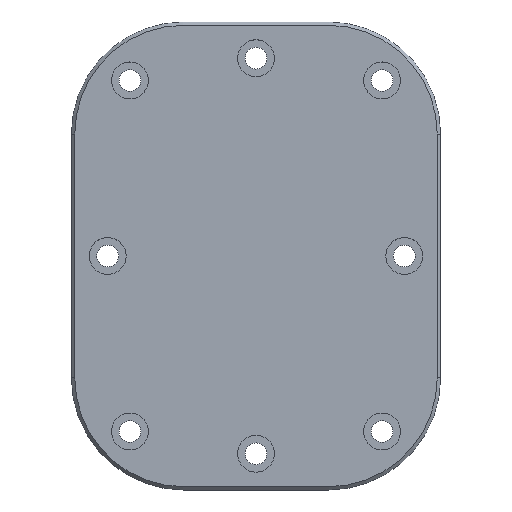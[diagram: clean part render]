
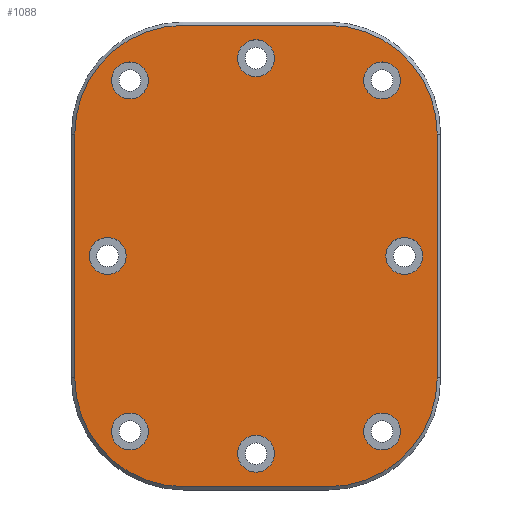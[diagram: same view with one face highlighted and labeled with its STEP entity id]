
A CAD part, top view. The second image highlights one B-rep face of the part: STEP entity #1088.
In plain terms, the highlighted planar face has unit normal (0, 0, 1).
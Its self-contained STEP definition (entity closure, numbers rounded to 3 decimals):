
#40=FACE_BOUND('',#242,.T.);
#41=FACE_BOUND('',#243,.T.);
#42=FACE_BOUND('',#244,.T.);
#43=FACE_BOUND('',#245,.T.);
#44=FACE_BOUND('',#246,.T.);
#45=FACE_BOUND('',#247,.T.);
#46=FACE_BOUND('',#248,.T.);
#47=FACE_BOUND('',#249,.T.);
#90=PLANE('',#1230);
#157=FACE_OUTER_BOUND('',#241,.T.);
#241=EDGE_LOOP('',(#982,#983,#984,#985,#986,#987,#988,#989));
#242=EDGE_LOOP('',(#990));
#243=EDGE_LOOP('',(#991));
#244=EDGE_LOOP('',(#992));
#245=EDGE_LOOP('',(#993));
#246=EDGE_LOOP('',(#994));
#247=EDGE_LOOP('',(#995));
#248=EDGE_LOOP('',(#996));
#249=EDGE_LOOP('',(#997));
#317=LINE('',#1823,#401);
#320=LINE('',#1831,#404);
#323=LINE('',#1839,#407);
#326=LINE('',#1847,#410);
#401=VECTOR('',#1504,10.);
#404=VECTOR('',#1513,10.);
#407=VECTOR('',#1522,10.);
#410=VECTOR('',#1531,10.);
#418=CIRCLE('',#1105,2.8);
#467=CIRCLE('',#1205,16.5);
#468=CIRCLE('',#1208,16.5);
#469=CIRCLE('',#1211,16.5);
#470=CIRCLE('',#1214,16.5);
#471=CIRCLE('',#1216,2.8);
#472=CIRCLE('',#1218,2.8);
#473=CIRCLE('',#1220,2.8);
#474=CIRCLE('',#1222,2.8);
#475=CIRCLE('',#1224,2.8);
#476=CIRCLE('',#1226,2.8);
#477=CIRCLE('',#1228,2.8);
#478=VERTEX_POINT('',#1582);
#551=VERTEX_POINT('',#1819);
#552=VERTEX_POINT('',#1821);
#553=VERTEX_POINT('',#1825);
#554=VERTEX_POINT('',#1829);
#555=VERTEX_POINT('',#1833);
#556=VERTEX_POINT('',#1837);
#557=VERTEX_POINT('',#1841);
#558=VERTEX_POINT('',#1845);
#559=VERTEX_POINT('',#1851);
#560=VERTEX_POINT('',#1855);
#561=VERTEX_POINT('',#1859);
#562=VERTEX_POINT('',#1863);
#563=VERTEX_POINT('',#1867);
#564=VERTEX_POINT('',#1871);
#565=VERTEX_POINT('',#1875);
#566=EDGE_CURVE('',#478,#478,#418,.T.);
#682=EDGE_CURVE('',#552,#551,#317,.T.);
#683=EDGE_CURVE('',#551,#553,#467,.T.);
#686=EDGE_CURVE('',#553,#554,#320,.T.);
#687=EDGE_CURVE('',#554,#555,#468,.T.);
#690=EDGE_CURVE('',#555,#556,#323,.T.);
#691=EDGE_CURVE('',#556,#557,#469,.T.);
#694=EDGE_CURVE('',#557,#558,#326,.T.);
#695=EDGE_CURVE('',#558,#552,#470,.T.);
#696=EDGE_CURVE('',#559,#559,#471,.T.);
#698=EDGE_CURVE('',#560,#560,#472,.T.);
#700=EDGE_CURVE('',#561,#561,#473,.T.);
#702=EDGE_CURVE('',#562,#562,#474,.T.);
#704=EDGE_CURVE('',#563,#563,#475,.T.);
#706=EDGE_CURVE('',#564,#564,#476,.T.);
#708=EDGE_CURVE('',#565,#565,#477,.T.);
#982=ORIENTED_EDGE('',*,*,#695,.F.);
#983=ORIENTED_EDGE('',*,*,#694,.F.);
#984=ORIENTED_EDGE('',*,*,#691,.F.);
#985=ORIENTED_EDGE('',*,*,#690,.F.);
#986=ORIENTED_EDGE('',*,*,#687,.F.);
#987=ORIENTED_EDGE('',*,*,#686,.F.);
#988=ORIENTED_EDGE('',*,*,#683,.F.);
#989=ORIENTED_EDGE('',*,*,#682,.F.);
#990=ORIENTED_EDGE('',*,*,#566,.T.);
#991=ORIENTED_EDGE('',*,*,#708,.T.);
#992=ORIENTED_EDGE('',*,*,#706,.T.);
#993=ORIENTED_EDGE('',*,*,#704,.T.);
#994=ORIENTED_EDGE('',*,*,#702,.T.);
#995=ORIENTED_EDGE('',*,*,#700,.T.);
#996=ORIENTED_EDGE('',*,*,#698,.T.);
#997=ORIENTED_EDGE('',*,*,#696,.T.);
#1088=ADVANCED_FACE('',(#157,#40,#41,#42,#43,#44,#45,#46,#47),#90,.T.);
#1105=AXIS2_PLACEMENT_3D('',#1583,#1239,#1240);
#1205=AXIS2_PLACEMENT_3D('',#1826,#1507,#1508);
#1208=AXIS2_PLACEMENT_3D('',#1834,#1516,#1517);
#1211=AXIS2_PLACEMENT_3D('',#1842,#1525,#1526);
#1214=AXIS2_PLACEMENT_3D('',#1849,#1534,#1535);
#1216=AXIS2_PLACEMENT_3D('',#1852,#1538,#1539);
#1218=AXIS2_PLACEMENT_3D('',#1856,#1543,#1544);
#1220=AXIS2_PLACEMENT_3D('',#1860,#1548,#1549);
#1222=AXIS2_PLACEMENT_3D('',#1864,#1553,#1554);
#1224=AXIS2_PLACEMENT_3D('',#1868,#1558,#1559);
#1226=AXIS2_PLACEMENT_3D('',#1872,#1563,#1564);
#1228=AXIS2_PLACEMENT_3D('',#1876,#1568,#1569);
#1230=AXIS2_PLACEMENT_3D('',#1879,#1573,#1574);
#1239=DIRECTION('center_axis',(0.,0.,-1.));
#1240=DIRECTION('ref_axis',(1.,0.,0.));
#1504=DIRECTION('',(-1.,0.,0.));
#1507=DIRECTION('center_axis',(0.,0.,-1.));
#1508=DIRECTION('ref_axis',(-1.,0.,0.));
#1513=DIRECTION('',(0.,1.,0.));
#1516=DIRECTION('center_axis',(0.,0.,-1.));
#1517=DIRECTION('ref_axis',(0.,1.,0.));
#1522=DIRECTION('',(1.,0.,0.));
#1525=DIRECTION('center_axis',(0.,0.,-1.));
#1526=DIRECTION('ref_axis',(1.,0.,0.));
#1531=DIRECTION('',(0.,-1.,0.));
#1534=DIRECTION('center_axis',(0.,0.,-1.));
#1535=DIRECTION('ref_axis',(0.,-1.,0.));
#1538=DIRECTION('center_axis',(0.,0.,-1.));
#1539=DIRECTION('ref_axis',(1.,0.,0.));
#1543=DIRECTION('center_axis',(0.,0.,-1.));
#1544=DIRECTION('ref_axis',(1.,0.,0.));
#1548=DIRECTION('center_axis',(0.,0.,-1.));
#1549=DIRECTION('ref_axis',(1.,0.,0.));
#1553=DIRECTION('center_axis',(0.,0.,-1.));
#1554=DIRECTION('ref_axis',(1.,0.,0.));
#1558=DIRECTION('center_axis',(0.,0.,-1.));
#1559=DIRECTION('ref_axis',(1.,0.,0.));
#1563=DIRECTION('center_axis',(0.,0.,-1.));
#1564=DIRECTION('ref_axis',(1.,0.,0.));
#1568=DIRECTION('center_axis',(0.,0.,-1.));
#1569=DIRECTION('ref_axis',(1.,0.,0.));
#1573=DIRECTION('center_axis',(0.,0.,1.));
#1574=DIRECTION('ref_axis',(1.,0.,0.));
#1582=CARTESIAN_POINT('',(16.332,-26.632,0.));
#1583=CARTESIAN_POINT('Origin',(19.132,-26.632,0.));
#1819=CARTESIAN_POINT('',(-11.,-35.,0.));
#1821=CARTESIAN_POINT('',(11.,-35.,0.));
#1823=CARTESIAN_POINT('',(5.5,-35.,0.));
#1825=CARTESIAN_POINT('',(-27.5,-18.5,0.));
#1826=CARTESIAN_POINT('Origin',(-11.,-18.5,0.));
#1829=CARTESIAN_POINT('',(-27.5,18.5,0.));
#1831=CARTESIAN_POINT('',(-27.5,-9.25,0.));
#1833=CARTESIAN_POINT('',(-11.,35.,0.));
#1834=CARTESIAN_POINT('Origin',(-11.,18.5,0.));
#1837=CARTESIAN_POINT('',(11.,35.,0.));
#1839=CARTESIAN_POINT('',(-5.5,35.,0.));
#1841=CARTESIAN_POINT('',(27.5,18.5,0.));
#1842=CARTESIAN_POINT('Origin',(11.,18.5,0.));
#1845=CARTESIAN_POINT('',(27.5,-18.5,0.));
#1847=CARTESIAN_POINT('',(27.5,9.25,0.));
#1849=CARTESIAN_POINT('Origin',(11.,-18.5,0.));
#1851=CARTESIAN_POINT('',(-2.8,-30.,0.));
#1852=CARTESIAN_POINT('Origin',(0.,-30.,0.));
#1855=CARTESIAN_POINT('',(-2.8,30.,0.));
#1856=CARTESIAN_POINT('Origin',(0.,30.,0.));
#1859=CARTESIAN_POINT('',(-21.932,-26.632,0.));
#1860=CARTESIAN_POINT('Origin',(-19.132,-26.632,0.));
#1863=CARTESIAN_POINT('',(-25.3,0.,0.));
#1864=CARTESIAN_POINT('Origin',(-22.5,0.,0.));
#1867=CARTESIAN_POINT('',(-21.932,26.632,0.));
#1868=CARTESIAN_POINT('Origin',(-19.132,26.632,0.));
#1871=CARTESIAN_POINT('',(16.332,26.632,0.));
#1872=CARTESIAN_POINT('Origin',(19.132,26.632,0.));
#1875=CARTESIAN_POINT('',(19.7,0.,0.));
#1876=CARTESIAN_POINT('Origin',(22.5,0.,0.));
#1879=CARTESIAN_POINT('Origin',(0.,0.,0.));
